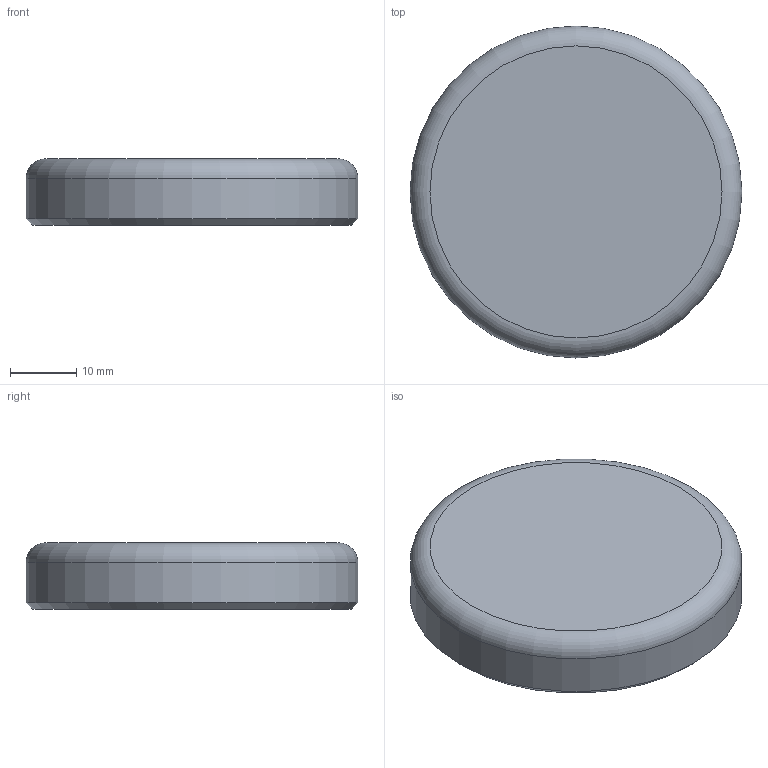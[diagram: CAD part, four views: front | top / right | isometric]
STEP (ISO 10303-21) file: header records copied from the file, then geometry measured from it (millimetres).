
FILE_DESCRIPTION(('FreeCAD Model'),'2;1');
FILE_NAME('Open CASCADE Shape Model','2025-08-30T11:03:53',(''),(''), 'Open CASCADE STEP processor 7.9','FreeCAD','Unknown');
FILE_SCHEMA(('AUTOMOTIVE_DESIGN { 1 0 10303 214 1 1 1 1 }'));
Length unit declared in the file: millimetre
Products named in the file (1): Body
Bounding box: 50 x 50 x 10 mm (x, y, z)
Volume: 10831.4 mm3; surface area: 5912.5 mm2
Topology: 1 solids, 1 shells, 14 faces, 22 edges, 13 vertices
Faces by surface type: plane 5, cylinder 4, cone 3, torus 2
Full cylindrical faces by diameter (mm): 4.2 x1, 10 x1, 41.2 x1, 50 x1
Entity records: 343 total; most frequent: DIRECTION 67, CARTESIAN_POINT 50, ORIENTED_EDGE 44, AXIS2_PLACEMENT_3D 30, EDGE_CURVE 22, FACE_BOUND 17, EDGE_LOOP 17, CIRCLE 15
